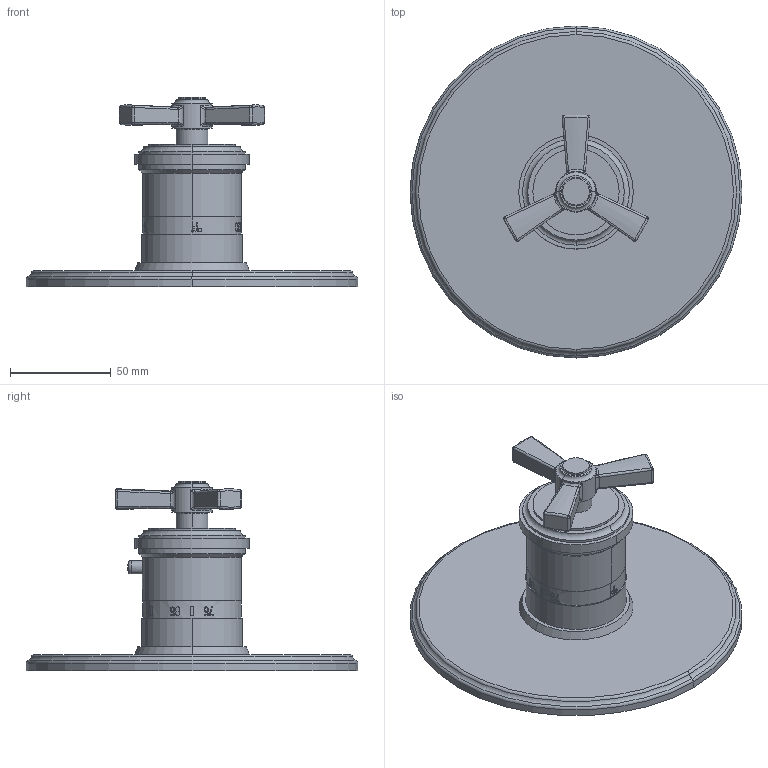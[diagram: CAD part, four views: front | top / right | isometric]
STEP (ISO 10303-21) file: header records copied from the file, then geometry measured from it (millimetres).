
FILE_DESCRIPTION((''),'2;1');
FILE_NAME('3-1604TR','2020-12-03T10:34:08',('jinson.thomas'),(''),'CREO PARAMETRIC BY PTC INC, 2018400','CREO PARAMETRIC BY PTC INC, 2018400','');
FILE_SCHEMA(('CONFIG_CONTROL_DESIGN'));
Length unit declared in the file: inch
Products named in the file (1): 3-1604TR
Bounding box: 165.1 x 165.1 x 94.11 mm (x, y, z)
Volume: 308522.6 mm3; surface area: 61672.2 mm2
Topology: 1 solids, 1 shells, 496 faces, 1296 edges, 829 vertices
Faces by surface type: plane 343, bspline 62, cylinder 57, torus 16, sphere 14, cone 4
Entity records: 17692 total; most frequent: CARTESIAN_POINT 6638, ORIENTED_EDGE 2588, DIRECTION 1846, EDGE_CURVE 1294, VERTEX_POINT 829, AXIS2_PLACEMENT_3D 677, B_SPLINE_CURVE_WITH_KNOTS 559, EDGE_LOOP 525
